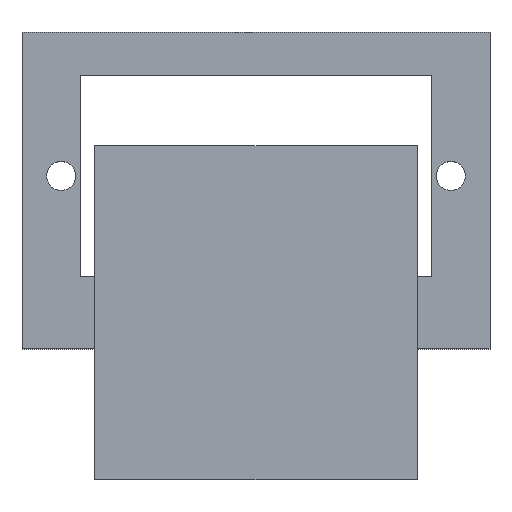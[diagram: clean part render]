
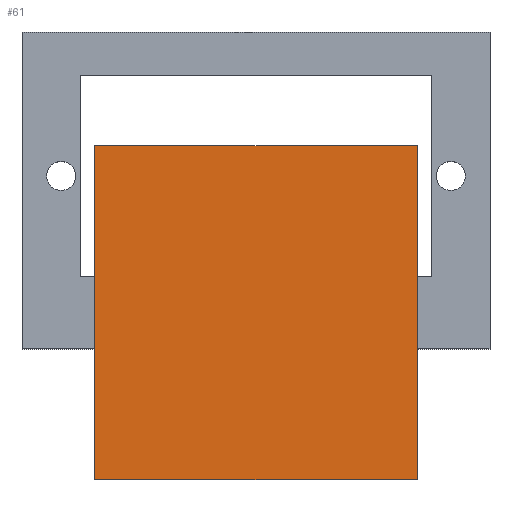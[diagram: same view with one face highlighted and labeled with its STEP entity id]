
A CAD part, top view. The second image highlights one B-rep face of the part: STEP entity #61.
In plain terms, the highlighted planar face has unit normal (0, 0, 1).
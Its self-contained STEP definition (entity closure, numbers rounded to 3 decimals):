
#61=ADVANCED_FACE('',(#134),#136,.T.);
#134=FACE_BOUND('',#135,.T.);
#135=EDGE_LOOP('',(#293,#294,#295,#296));
#136=PLANE('',#137);
#137=AXIS2_PLACEMENT_3D('',#138,#139,#140);
#138=CARTESIAN_POINT('',(0.,0.,22.));
#139=DIRECTION('',(0.,0.,1.));
#140=DIRECTION('',(0.,1.,0.));
#293=ORIENTED_EDGE('',*,*,#389,.T.);
#294=ORIENTED_EDGE('',*,*,#363,.T.);
#295=ORIENTED_EDGE('',*,*,#390,.T.);
#296=ORIENTED_EDGE('',*,*,#355,.T.);
#355=EDGE_CURVE('',#418,#416,#419,.T.);
#363=EDGE_CURVE('',#434,#432,#435,.T.);
#389=EDGE_CURVE('',#416,#434,#477,.T.);
#390=EDGE_CURVE('',#432,#418,#478,.T.);
#416=VERTEX_POINT('',#520);
#418=VERTEX_POINT('',#524);
#419=LINE('',#525,#526);
#432=VERTEX_POINT('',#552);
#434=VERTEX_POINT('',#556);
#435=LINE('',#557,#558);
#477=LINE('',#653,#654);
#478=LINE('',#656,#657);
#520=CARTESIAN_POINT('',(11.1,2.058,22.));
#524=CARTESIAN_POINT('',(11.1,-20.942,22.));
#525=CARTESIAN_POINT('',(11.1,-20.942,22.));
#526=VECTOR('',#527,1.);
#527=DIRECTION('',(0.,1.,0.));
#552=CARTESIAN_POINT('',(-11.1,-20.942,22.));
#556=CARTESIAN_POINT('',(-11.1,2.058,22.));
#557=CARTESIAN_POINT('',(-11.1,2.058,22.));
#558=VECTOR('',#559,1.);
#559=DIRECTION('',(0.,-1.,0.));
#653=CARTESIAN_POINT('',(11.1,2.058,22.));
#654=VECTOR('',#655,1.);
#655=DIRECTION('',(-1.,0.,0.));
#656=CARTESIAN_POINT('',(-11.1,-20.942,22.));
#657=VECTOR('',#658,1.);
#658=DIRECTION('',(1.,0.,0.));
